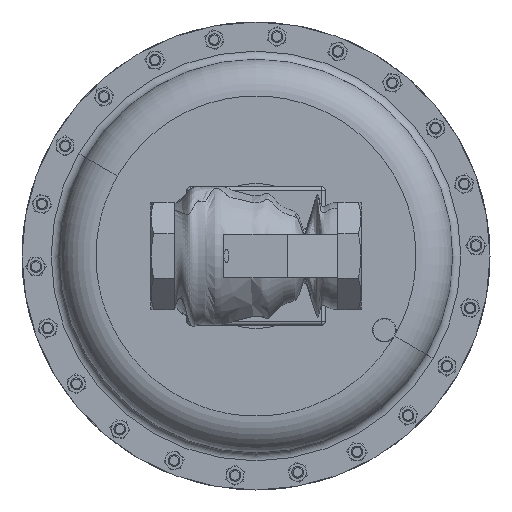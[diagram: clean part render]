
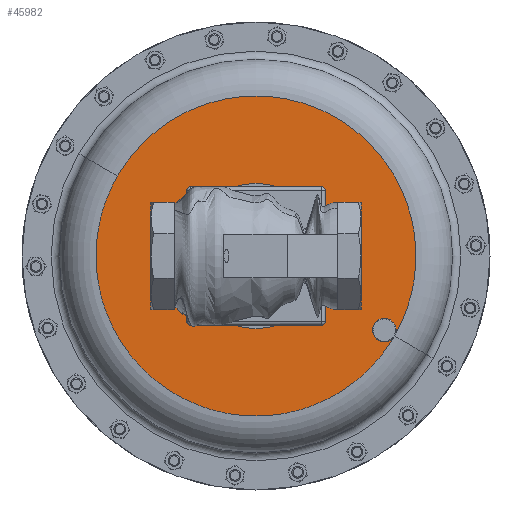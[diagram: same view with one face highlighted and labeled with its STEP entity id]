
A CAD part, front view. The second image highlights one B-rep face of the part: STEP entity #45982.
In plain terms, the highlighted planar face has unit normal (0, -1, 0).
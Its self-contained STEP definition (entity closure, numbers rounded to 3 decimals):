
#1290 = VERTEX_POINT ( 'NONE', #42535 ) ;
#1827 = DIRECTION ( 'NONE',  ( -0.866, 0., 0.5 ) ) ;
#4319 = FACE_OUTER_BOUND ( 'NONE', #25734, .T. ) ;
#5059 = CARTESIAN_POINT ( 'NONE',  ( 0., 8.92, 0. ) ) ;
#5869 = DIRECTION ( 'NONE',  ( 0., -1., 0. ) ) ;
#7490 = DIRECTION ( 'NONE',  ( 0., 1., 0. ) ) ;
#8474 = AXIS2_PLACEMENT_3D ( 'NONE', #18582, #27028, #1827 ) ;
#9343 = DIRECTION ( 'NONE',  ( 0.866, 0., -0.5 ) ) ;
#10155 = VERTEX_POINT ( 'NONE', #32906 ) ;
#10788 = CIRCLE ( 'NONE', #38023, 2.325 ) ;
#11461 = DIRECTION ( 'NONE',  ( 0., -1., 0. ) ) ;
#11834 = AXIS2_PLACEMENT_3D ( 'NONE', #32732, #7490, #37003 ) ;
#14481 = CARTESIAN_POINT ( 'NONE',  ( 4.114, 8.92, -2.375 ) ) ;
#15242 = CARTESIAN_POINT ( 'NONE',  ( 0., 8.92, 2.325 ) ) ;
#16050 = DIRECTION ( 'NONE',  ( 0., 1., 0. ) ) ;
#16433 = CIRCLE ( 'NONE', #31142, 0.375 ) ;
#18582 = CARTESIAN_POINT ( 'NONE',  ( -2.563, 8.92, -4.438 ) ) ;
#18726 = DIRECTION ( 'NONE',  ( 0.866, 0., -0.5 ) ) ;
#18760 = AXIS2_PLACEMENT_3D ( 'NONE', #5059, #34556, #9343 ) ;
#21191 = CIRCLE ( 'NONE', #27928, 0.375 ) ;
#21408 = VERTEX_POINT ( 'NONE', #15242 ) ;
#22221 = EDGE_CURVE ( 'NONE', #21408, #10155, #34866, .T. ) ;
#22277 = EDGE_CURVE ( 'NONE', #1290, #47753, #16433, .T. ) ;
#24176 = EDGE_CURVE ( 'NONE', #46029, #1290, #30772, .T. ) ;
#25534 = AXIS2_PLACEMENT_3D ( 'NONE', #36710, #11461, #40971 ) ;
#25734 = EDGE_LOOP ( 'NONE', ( #34661, #28686, #43446, #27701 ) ) ;
#27028 = DIRECTION ( 'NONE',  ( 0., -1., 0. ) ) ;
#27701 = ORIENTED_EDGE ( 'NONE', *, *, #24176, .F. ) ;
#27928 = AXIS2_PLACEMENT_3D ( 'NONE', #14481, #44015, #18726 ) ;
#28315 = ORIENTED_EDGE ( 'NONE', *, *, #22221, .F. ) ;
#28686 = ORIENTED_EDGE ( 'NONE', *, *, #22277, .T. ) ;
#29480 = EDGE_CURVE ( 'NONE', #10155, #21408, #10788, .T. ) ;
#30772 = CIRCLE ( 'NONE', #11834, 5.125 ) ;
#31098 = CARTESIAN_POINT ( 'NONE',  ( 0., 8.92, 0. ) ) ;
#31142 = AXIS2_PLACEMENT_3D ( 'NONE', #41356, #16050, #45608 ) ;
#31635 = CARTESIAN_POINT ( 'NONE',  ( 3.789, 8.92, -2.188 ) ) ;
#32732 = CARTESIAN_POINT ( 'NONE',  ( 0., 8.92, 0. ) ) ;
#32906 = CARTESIAN_POINT ( 'NONE',  ( 0., 8.92, -2.325 ) ) ;
#34164 = EDGE_LOOP ( 'NONE', ( #34731, #28315 ) ) ;
#34556 = DIRECTION ( 'NONE',  ( 0., 1., 0. ) ) ;
#34661 = ORIENTED_EDGE ( 'NONE', *, *, #49734, .F. ) ;
#34731 = ORIENTED_EDGE ( 'NONE', *, *, #29480, .F. ) ;
#34866 = CIRCLE ( 'NONE', #25534, 2.325 ) ;
#35377 = DIRECTION ( 'NONE',  ( 0., 0., -1. ) ) ;
#36642 = FACE_BOUND ( 'NONE', #34164, .T. ) ;
#36710 = CARTESIAN_POINT ( 'NONE',  ( 0., 8.92, 0. ) ) ;
#37003 = DIRECTION ( 'NONE',  ( 0.866, 0., -0.5 ) ) ;
#38023 = AXIS2_PLACEMENT_3D ( 'NONE', #31098, #5869, #35377 ) ;
#39981 = CARTESIAN_POINT ( 'NONE',  ( -4.438, 8.92, 2.563 ) ) ;
#40971 = DIRECTION ( 'NONE',  ( 0., 0., -1. ) ) ;
#41356 = CARTESIAN_POINT ( 'NONE',  ( 4.114, 8.92, -2.375 ) ) ;
#42535 = CARTESIAN_POINT ( 'NONE',  ( 4.438, 8.92, -2.563 ) ) ;
#43446 = ORIENTED_EDGE ( 'NONE', *, *, #50681, .T. ) ;
#44015 = DIRECTION ( 'NONE',  ( 0., 1., 0. ) ) ;
#45608 = DIRECTION ( 'NONE',  ( 0.866, 0., -0.5 ) ) ;
#45982 = ADVANCED_FACE ( 'NONE', ( #36642, #4319 ), #52400, .T. ) ;
#46029 = VERTEX_POINT ( 'NONE', #39981 ) ;
#47753 = VERTEX_POINT ( 'NONE', #31635 ) ;
#49734 = EDGE_CURVE ( 'NONE', #1290, #46029, #51013, .T. ) ;
#50681 = EDGE_CURVE ( 'NONE', #47753, #1290, #21191, .T. ) ;
#51013 = CIRCLE ( 'NONE', #18760, 5.125 ) ;
#52400 = PLANE ( 'NONE',  #8474 ) ;
